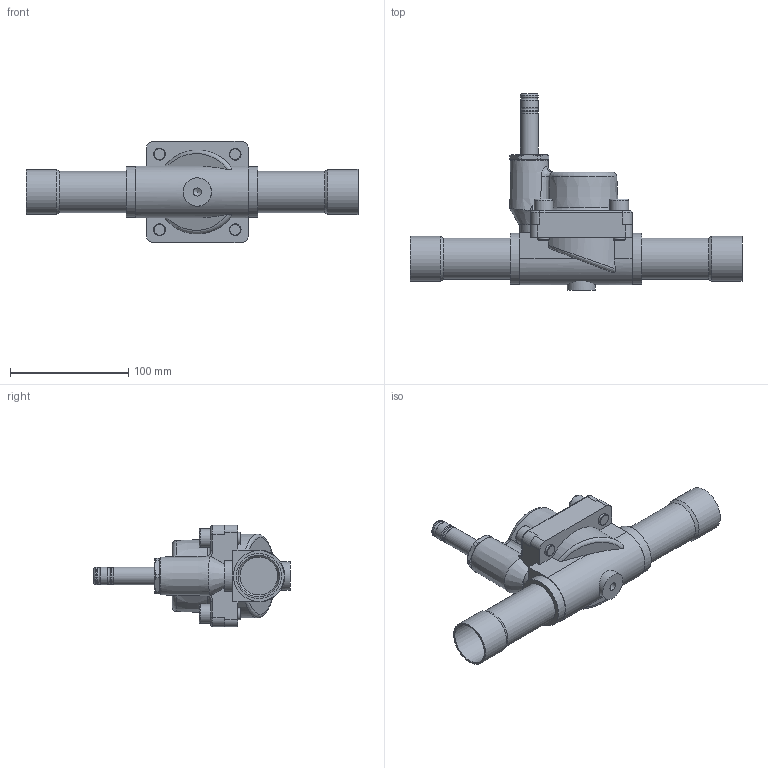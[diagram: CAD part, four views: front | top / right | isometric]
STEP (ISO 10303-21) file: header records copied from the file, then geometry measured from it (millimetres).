
FILE_DESCRIPTION(/* description */ (''),/* implementation_level */ '2;1');
FILE_NAME(/* name */ '032L1106R.stp',/* time_stamp */ '2022-08-16T13:31:38+03:00',/* author */ ('U403152'),/* organization */ (''),/* preprocessor_version */ 'ST-DEVELOPER v18.1',/* originating_system */ 'Autodesk Inventor 2020',/* authorisation */ '');
FILE_SCHEMA (('AUTOMOTIVE_DESIGN { 1 0 10303 214 3 1 1 }'));
Length unit declared in the file: millimetre
Products named in the file (1): Part1
Bounding box: 281 x 166.1 x 86 mm (x, y, z)
Volume: 519330.5 mm3; surface area: 94972.2 mm2
Topology: 1 solids, 6 shells, 225 faces, 573 edges, 376 vertices
Faces by surface type: plane 108, cylinder 61, cone 23, torus 21, bspline 12
Full cylindrical faces by diameter (mm): 6.8 x1, 10 x8, 10.8 x4, 13.6 x4, 15 x4, 16 x4, 18 x1, 24 x1, 25.4 x1, 32 x2, 35 x2, 35.2 x2, 38.2 x2, 43 x2
Entity records: 8694 total; most frequent: CARTESIAN_POINT 3091, DIRECTION 1233, ORIENTED_EDGE 1132, EDGE_CURVE 566, AXIS2_PLACEMENT_3D 496, VERTEX_POINT 376, CIRCLE 278, EDGE_LOOP 256
